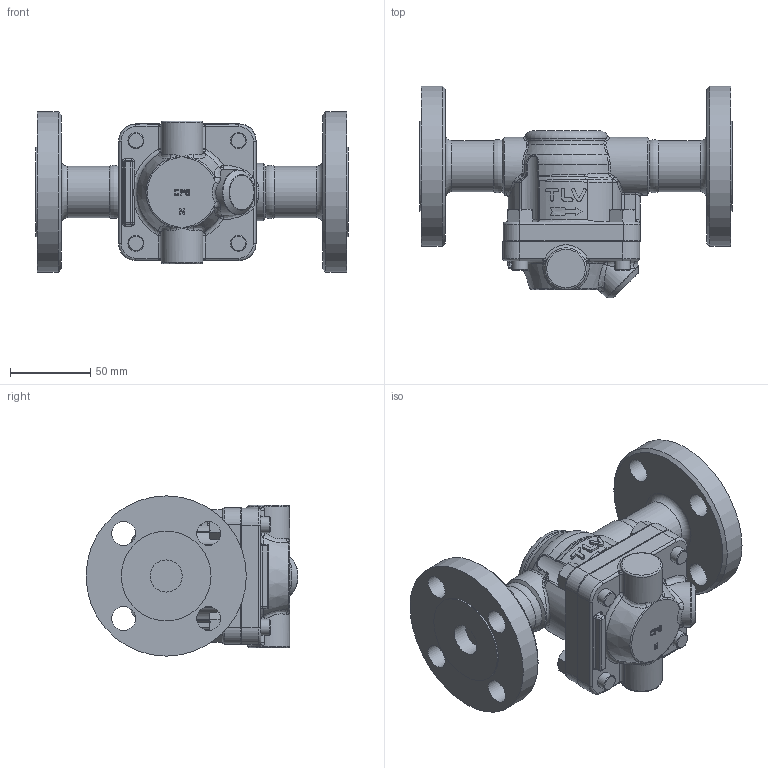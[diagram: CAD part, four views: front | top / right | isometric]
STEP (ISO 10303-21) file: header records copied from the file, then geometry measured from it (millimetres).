
FILE_DESCRIPTION(/* description */ (''),/* implementation_level */ '2;1');
FILE_NAME(/* name */ 's1nh2-020-jis20-00.stp',/* time_stamp */ '2026-01-21T10:22:27+09:00',/* author */ ('shibuya'),/* organization */ (''),/* preprocessor_version */ 'ST-DEVELOPER v20',/* originating_system */ 'Autodesk Inventor 2025',/* authorisation */ '');
FILE_SCHEMA (('AUTOMOTIVE_DESIGN { 1 0 10303 214 3 1 1 }'));
Length unit declared in the file: millimetre
Products named in the file (1): 20A_FLANGE_JIS20K_SS1N-M2_ASSY
Bounding box: 195 x 132.21 x 100 mm (x, y, z)
Volume: 725876.3 mm3; surface area: 96499 mm2
Topology: 1 solids, 8 shells, 632 faces, 1570 edges, 945 vertices
Faces by surface type: plane 215, cylinder 162, bspline 161, torus 46, cone 43, sphere 5
Full cylindrical faces by diameter (mm): 6 x1, 10 x8, 11 x4, 14 x1, 15 x8, 16 x1, 20 x2, 32 x2, 36 x2, 56 x2, 100 x2
Entity records: 23112 total; most frequent: CARTESIAN_POINT 9073, ORIENTED_EDGE 3078, DIRECTION 2687, EDGE_CURVE 1539, AXIS2_PLACEMENT_3D 1069, VERTEX_POINT 944, EDGE_LOOP 677, FACE_OUTER_BOUND 632
